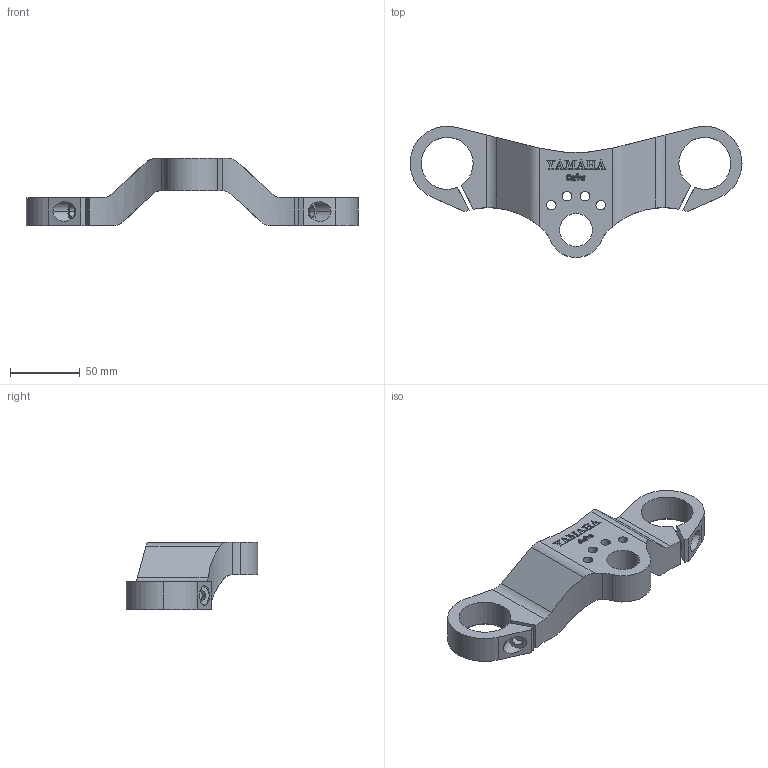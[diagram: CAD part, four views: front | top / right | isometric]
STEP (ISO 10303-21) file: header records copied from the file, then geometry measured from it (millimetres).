
FILE_DESCRIPTION (( 'STEP AP203' ), '1' );
FILE_NAME ('Té de fourche YAMAHA.STEP', '2019-10-28T17:09:04', ( '' ), ( '' ), 'SwSTEP 2.0', 'SolidWorks 2016', '' );
FILE_SCHEMA (( 'CONFIG_CONTROL_DESIGN' ));
Length unit declared in the file: millimetre
Products named in the file (1): Té de fourche YAMAHA
Bounding box: 237.68 x 93.99 x 48 mm (x, y, z)
Volume: 224978.2 mm3; surface area: 46868.1 mm2
Topology: 1 solids, 1 shells, 400 faces, 1124 edges, 739 vertices
Faces by surface type: plane 175, bspline 154, cylinder 53, cone 18
Entity records: 17815 total; most frequent: CARTESIAN_POINT 8500, ORIENTED_EDGE 2228, DIRECTION 1362, EDGE_CURVE 1114, VERTEX_POINT 739, LINE 676, VECTOR 676, EDGE_LOOP 437
